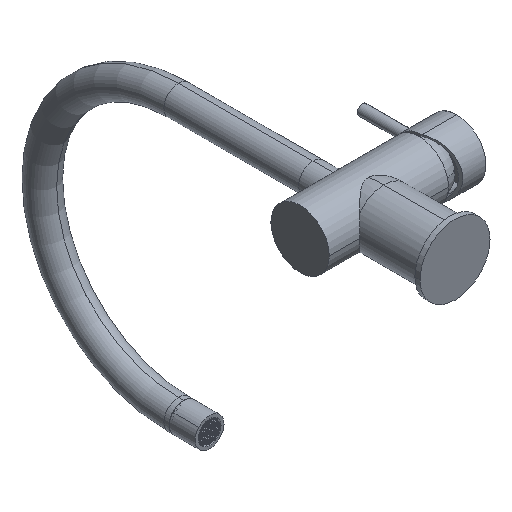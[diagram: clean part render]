
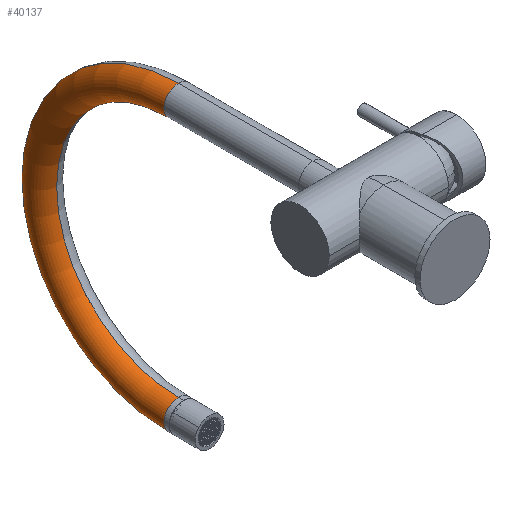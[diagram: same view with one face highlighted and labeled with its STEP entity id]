
A CAD part, isometric view. The second image highlights one B-rep face of the part: STEP entity #40137.
In plain terms, the highlighted toroidal (fillet/blend) face has major radius 105 mm and minor radius 11.1 mm.
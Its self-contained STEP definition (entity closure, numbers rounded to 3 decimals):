
#304 = AXIS2_PLACEMENT_3D ( 'NONE', #62276, #30811, #67532 ) ;
#2769 = VERTEX_POINT ( 'NONE', #34268 ) ;
#3221 = EDGE_LOOP ( 'NONE', ( #25978, #33202, #15959, #3899 ) ) ;
#3648 = DIRECTION ( 'NONE',  ( -1., 0., 0. ) ) ;
#3899 = ORIENTED_EDGE ( 'NONE', *, *, #47583, .F. ) ;
#5370 = VERTEX_POINT ( 'NONE', #11609 ) ;
#6966 = VERTEX_POINT ( 'NONE', #65219 ) ;
#11609 = CARTESIAN_POINT ( 'NONE',  ( 0., 209.633, -11.1 ) ) ;
#13710 = AXIS2_PLACEMENT_3D ( 'NONE', #19205, #55843, #24347 ) ;
#15959 = ORIENTED_EDGE ( 'NONE', *, *, #55990, .F. ) ;
#19205 = CARTESIAN_POINT ( 'NONE',  ( 0., 209.633, -105. ) ) ;
#20535 = AXIS2_PLACEMENT_3D ( 'NONE', #59449, #27921, #64715 ) ;
#22013 = DIRECTION ( 'NONE',  ( 0., 0., 1. ) ) ;
#23254 = CIRCLE ( 'NONE', #13710, 116.1 ) ;
#24347 = DIRECTION ( 'NONE',  ( 0., 0., 1. ) ) ;
#25978 = ORIENTED_EDGE ( 'NONE', *, *, #59166, .T. ) ;
#27764 = CIRCLE ( 'NONE', #20535, 11.1 ) ;
#27921 = DIRECTION ( 'NONE',  ( 0., -1., 0. ) ) ;
#29687 = CIRCLE ( 'NONE', #304, 11.1 ) ;
#30811 = DIRECTION ( 'NONE',  ( 0., 1., 0. ) ) ;
#33202 = ORIENTED_EDGE ( 'NONE', *, *, #44641, .T. ) ;
#34268 = CARTESIAN_POINT ( 'NONE',  ( 0., 209.633, -221.1 ) ) ;
#34644 = CARTESIAN_POINT ( 'NONE',  ( 0., 209.633, -105. ) ) ;
#37118 = AXIS2_PLACEMENT_3D ( 'NONE', #34644, #3648, #39909 ) ;
#39909 = DIRECTION ( 'NONE',  ( 0., 0., 1. ) ) ;
#40137 = ADVANCED_FACE ( 'NONE', ( #46686 ), #41779, .T. ) ;
#41779 = TOROIDAL_SURFACE ( 'NONE', #41956, 105., 11.1 ) ;
#41956 = AXIS2_PLACEMENT_3D ( 'NONE', #47771, #53421, #22013 ) ;
#42419 = CARTESIAN_POINT ( 'NONE',  ( 0., 209.633, 11.1 ) ) ;
#44641 = EDGE_CURVE ( 'NONE', #56331, #2769, #23254, .T. ) ;
#46686 = FACE_OUTER_BOUND ( 'NONE', #3221, .T. ) ;
#47583 = EDGE_CURVE ( 'NONE', #5370, #6966, #52856, .T. ) ;
#47771 = CARTESIAN_POINT ( 'NONE',  ( 0., 209.633, -105. ) ) ;
#52856 = CIRCLE ( 'NONE', #37118, 93.9 ) ;
#53421 = DIRECTION ( 'NONE',  ( -1., 0., 0. ) ) ;
#55843 = DIRECTION ( 'NONE',  ( -1., 0., 0. ) ) ;
#55990 = EDGE_CURVE ( 'NONE', #6966, #2769, #27764, .T. ) ;
#56331 = VERTEX_POINT ( 'NONE', #42419 ) ;
#59166 = EDGE_CURVE ( 'NONE', #5370, #56331, #29687, .T. ) ;
#59449 = CARTESIAN_POINT ( 'NONE',  ( 0., 209.633, -210. ) ) ;
#62276 = CARTESIAN_POINT ( 'NONE',  ( 0., 209.633, 0. ) ) ;
#64715 = DIRECTION ( 'NONE',  ( 0., 0., 1. ) ) ;
#65219 = CARTESIAN_POINT ( 'NONE',  ( 0., 209.633, -198.9 ) ) ;
#67532 = DIRECTION ( 'NONE',  ( 0., 0., -1. ) ) ;
